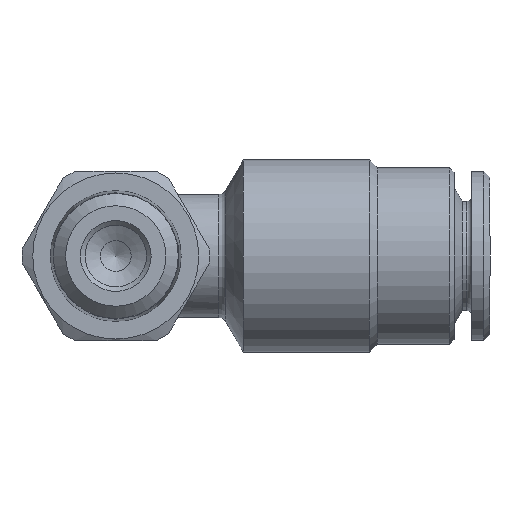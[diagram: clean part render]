
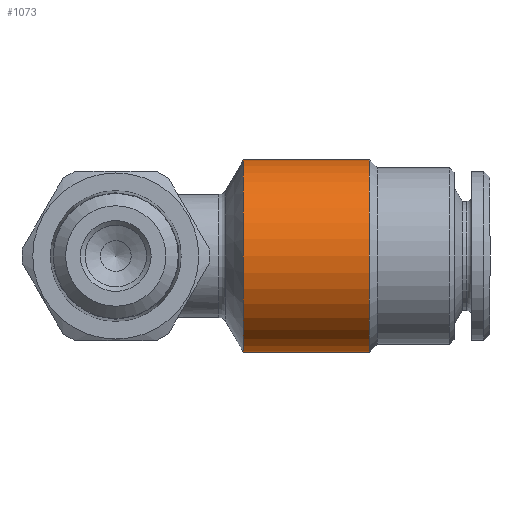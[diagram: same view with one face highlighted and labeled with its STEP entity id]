
A CAD part, front view. The second image highlights one B-rep face of the part: STEP entity #1073.
In plain terms, the highlighted cylindrical face has radius 6.25 mm (diameter 12.5 mm), a full revolution.
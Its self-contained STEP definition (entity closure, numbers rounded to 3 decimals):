
#184=FACE_BOUND('',#318,.T.);
#225=FACE_OUTER_BOUND('',#317,.T.);
#317=EDGE_LOOP('',(#787));
#318=EDGE_LOOP('',(#788));
#433=CIRCLE('',#1182,6.25);
#436=CIRCLE('',#1188,6.25);
#521=VERTEX_POINT('',#1748);
#524=VERTEX_POINT('',#1757);
#631=EDGE_CURVE('',#521,#521,#433,.T.);
#634=EDGE_CURVE('',#524,#524,#436,.T.);
#787=ORIENTED_EDGE('',*,*,#631,.T.);
#788=ORIENTED_EDGE('',*,*,#634,.T.);
#1037=CYLINDRICAL_SURFACE('',#1187,6.25);
#1073=ADVANCED_FACE('',(#225,#184),#1037,.T.);
#1182=AXIS2_PLACEMENT_3D('',#1749,#1397,#1398);
#1187=AXIS2_PLACEMENT_3D('',#1756,#1407,#1408);
#1188=AXIS2_PLACEMENT_3D('',#1758,#1409,#1410);
#1397=DIRECTION('center_axis',(-1.,0.,0.));
#1398=DIRECTION('ref_axis',(0.,0.,1.));
#1407=DIRECTION('center_axis',(-1.,0.,0.));
#1408=DIRECTION('ref_axis',(0.,0.,1.));
#1409=DIRECTION('center_axis',(1.,0.,0.));
#1410=DIRECTION('ref_axis',(0.,0.,-1.));
#1748=CARTESIAN_POINT('',(16.5,0.,6.25));
#1749=CARTESIAN_POINT('Origin',(16.5,0.,0.));
#1756=CARTESIAN_POINT('Origin',(0.,0.,0.));
#1757=CARTESIAN_POINT('',(8.299,0.,6.25));
#1758=CARTESIAN_POINT('Origin',(8.299,0.,0.));
